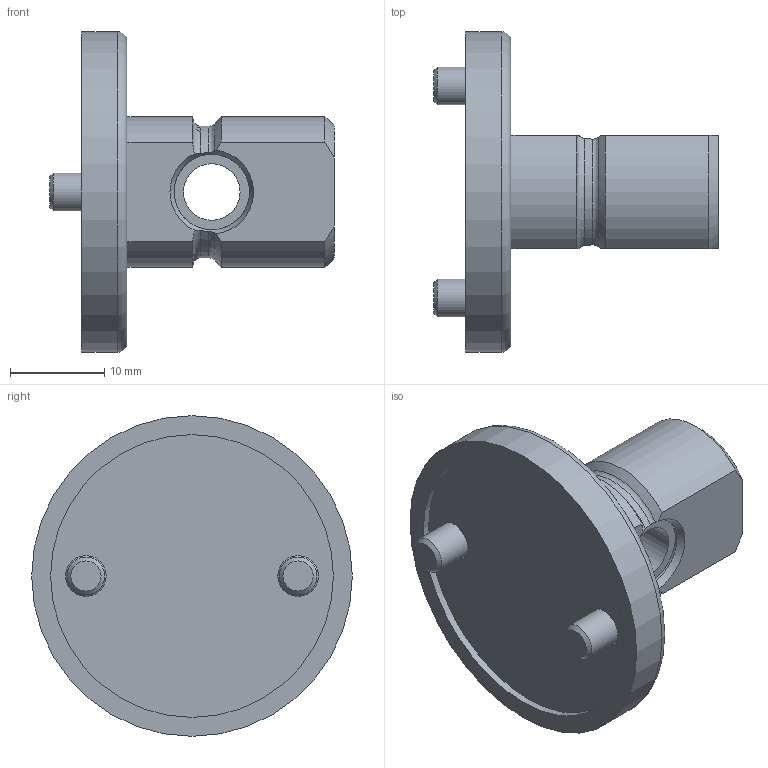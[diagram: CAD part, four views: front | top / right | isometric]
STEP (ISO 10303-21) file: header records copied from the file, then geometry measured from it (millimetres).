
FILE_DESCRIPTION(/* description */ ('Unknown'),/* implementation_level */ '2;1');
FILE_NAME(/* name */ 'AD_DYM-050',/* time_stamp */ '2024-08-20T14:51:07+02:00',/* author */ ('Unknown'),/* organization */ ('Unknown'),/* preprocessor_version */ 'ST-DEVELOPER v18.104',/* originating_system */ 'Solid Edge',/* authorisation */ 'Unknown');
FILE_SCHEMA (('AUTOMOTIVE_DESIGN {1 0 10303 214 3 1 1}'));
Length unit declared in the file: millimetre
Products named in the file (3): AD-DYM-050_STEP; SLA_DYM-050_STEP; 918_00398_SESC_M04x08
Assembly tree (3 placements, depth 2):
  AD-DYM-050_STEP
    SLA_DYM-050_STEP
    918_00398_SESC_M04x08  x2
Bounding box: 30.2 x 34 x 34 mm (x, y, z)
Volume: 7136 mm3; surface area: 4024 mm2
Topology: 3 solids, 3 shells, 66 faces, 158 edges, 102 vertices
Faces by surface type: plane 30, cylinder 17, cone 14, torus 5
Full cylindrical faces by diameter (mm): 4 x2, 4.3 x2, 6 x1, 8 x4, 30 x1, 34 x1
Entity records: 1908 total; most frequent: CARTESIAN_POINT 350, DIRECTION 230, ORIENTED_EDGE 214, EDGE_CURVE 107, AXIS2_PLACEMENT_3D 101, VERTEX_POINT 79, EDGE_LOOP 78, FACE_BOUND 78
